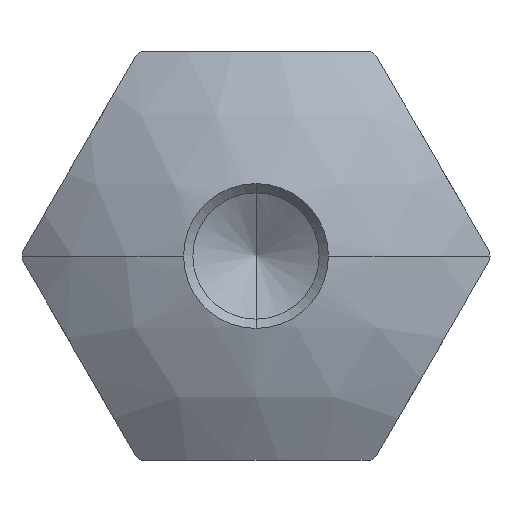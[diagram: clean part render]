
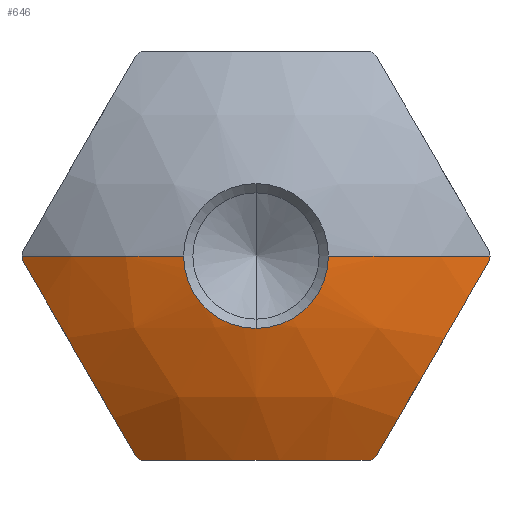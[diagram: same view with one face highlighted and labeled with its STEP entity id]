
A CAD part, front view. The second image highlights one B-rep face of the part: STEP entity #646.
In plain terms, the highlighted spherical face has radius 20 mm.
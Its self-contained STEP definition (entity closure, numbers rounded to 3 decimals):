
#4 = EDGE_CURVE ( 'NONE', #1121, #185, #144, .T. ) ;
#11 = EDGE_CURVE ( 'NONE', #980, #314, #841, .T. ) ;
#29 = CIRCLE ( 'NONE', #985, 12.6 ) ;
#46 = ORIENTED_EDGE ( 'NONE', *, *, #11, .T. ) ;
#49 = DIRECTION ( 'NONE',  ( -0.866, 0., -0.5 ) ) ;
#58 = CARTESIAN_POINT ( 'NONE',  ( -6.454, -11.916, -10.822 ) ) ;
#59 = AXIS2_PLACEMENT_3D ( 'NONE', #554, #49, #647 ) ;
#64 = DIRECTION ( 'NONE',  ( -0.5, 0., -0.866 ) ) ;
#68 = EDGE_CURVE ( 'NONE', #963, #684, #118, .T. ) ;
#73 = VERTEX_POINT ( 'NONE', #58 ) ;
#86 = AXIS2_PLACEMENT_3D ( 'NONE', #1007, #479, #1096 ) ;
#118 = CIRCLE ( 'NONE', #86, 12.6 ) ;
#121 = CARTESIAN_POINT ( 'NONE',  ( 0., 3.616, -11. ) ) ;
#127 = CARTESIAN_POINT ( 'NONE',  ( 0., -16., 0. ) ) ;
#139 = ORIENTED_EDGE ( 'NONE', *, *, #794, .F. ) ;
#144 = CIRCLE ( 'NONE', #892, 20. ) ;
#145 = DIRECTION ( 'NONE',  ( 0., 0., -1. ) ) ;
#147 = CARTESIAN_POINT ( 'NONE',  ( 12.599, -11.916, -0.178 ) ) ;
#154 = CIRCLE ( 'NONE', #177, 20. ) ;
#163 = CARTESIAN_POINT ( 'NONE',  ( 12.6, -11.916, 0. ) ) ;
#177 = AXIS2_PLACEMENT_3D ( 'NONE', #394, #1015, #488 ) ;
#181 = DIRECTION ( 'NONE',  ( -1., 0., 0. ) ) ;
#183 = CIRCLE ( 'NONE', #1078, 3.9 ) ;
#185 = VERTEX_POINT ( 'NONE', #937 ) ;
#206 = DIRECTION ( 'NONE',  ( -1., 0., 0. ) ) ;
#209 = DIRECTION ( 'NONE',  ( 0., 0., -1. ) ) ;
#221 = VERTEX_POINT ( 'NONE', #923 ) ;
#229 = DIRECTION ( 'NONE',  ( 0., -1., 0. ) ) ;
#249 = ORIENTED_EDGE ( 'NONE', *, *, #907, .T. ) ;
#255 = ORIENTED_EDGE ( 'NONE', *, *, #68, .T. ) ;
#283 = ORIENTED_EDGE ( 'NONE', *, *, #673, .F. ) ;
#295 = EDGE_CURVE ( 'NONE', #73, #684, #1082, .T. ) ;
#298 = CARTESIAN_POINT ( 'NONE',  ( 6.454, -11.916, -10.822 ) ) ;
#314 = VERTEX_POINT ( 'NONE', #298 ) ;
#380 = ORIENTED_EDGE ( 'NONE', *, *, #671, .F. ) ;
#394 = CARTESIAN_POINT ( 'NONE',  ( 0., 3.616, 0. ) ) ;
#403 = ORIENTED_EDGE ( 'NONE', *, *, #716, .F. ) ;
#406 = EDGE_CURVE ( 'NONE', #221, #185, #499, .T. ) ;
#420 = CARTESIAN_POINT ( 'NONE',  ( 0., -11.916, 0. ) ) ;
#427 = CARTESIAN_POINT ( 'NONE',  ( 0., -11.916, 0. ) ) ;
#431 = CIRCLE ( 'NONE', #1053, 12.6 ) ;
#441 = CARTESIAN_POINT ( 'NONE',  ( 9.526, 3.616, -5.5 ) ) ;
#479 = DIRECTION ( 'NONE',  ( 0., -1., 0. ) ) ;
#487 = EDGE_CURVE ( 'NONE', #73, #924, #29, .T. ) ;
#488 = DIRECTION ( 'NONE',  ( 1., 0., 0. ) ) ;
#499 = CIRCLE ( 'NONE', #566, 3.9 ) ;
#503 = CIRCLE ( 'NONE', #582, 16.703 ) ;
#512 = DIRECTION ( 'NONE',  ( 0., 0., -1. ) ) ;
#517 = DIRECTION ( 'NONE',  ( 0., 0., -1. ) ) ;
#519 = DIRECTION ( 'NONE',  ( 0., 0., -1. ) ) ;
#554 = CARTESIAN_POINT ( 'NONE',  ( -9.526, 3.616, -5.5 ) ) ;
#566 = AXIS2_PLACEMENT_3D ( 'NONE', #127, #745, #209 ) ;
#571 = DIRECTION ( 'NONE',  ( 0.866, 0., -0.5 ) ) ;
#572 = FACE_OUTER_BOUND ( 'NONE', #730, .T. ) ;
#574 = DIRECTION ( 'NONE',  ( 0., 0., -1. ) ) ;
#582 = AXIS2_PLACEMENT_3D ( 'NONE', #121, #732, #206 ) ;
#619 = CARTESIAN_POINT ( 'NONE',  ( 0., 3.616, 0. ) ) ;
#646 = ADVANCED_FACE ( 'NONE', ( #572 ), #1011, .T. ) ;
#647 = DIRECTION ( 'NONE',  ( -0.5, 0., 0.866 ) ) ;
#666 = CARTESIAN_POINT ( 'NONE',  ( 0., 3.616, 0. ) ) ;
#667 = CARTESIAN_POINT ( 'NONE',  ( -12.599, -11.916, -0.178 ) ) ;
#671 = EDGE_CURVE ( 'NONE', #682, #314, #1085, .T. ) ;
#673 = EDGE_CURVE ( 'NONE', #703, #221, #183, .T. ) ;
#682 = VERTEX_POINT ( 'NONE', #147 ) ;
#684 = VERTEX_POINT ( 'NONE', #667 ) ;
#703 = VERTEX_POINT ( 'NONE', #763 ) ;
#716 = EDGE_CURVE ( 'NONE', #963, #703, #154, .T. ) ;
#730 = EDGE_LOOP ( 'NONE', ( #249, #940, #1093, #283, #403, #255, #867, #946, #139, #46, #380 ) ) ;
#732 = DIRECTION ( 'NONE',  ( 0., 0., -1. ) ) ;
#745 = DIRECTION ( 'NONE',  ( 0., -1., 0. ) ) ;
#759 = DIRECTION ( 'NONE',  ( -1., 0., 0. ) ) ;
#760 = DIRECTION ( 'NONE',  ( 0., -1., 0. ) ) ;
#761 = CARTESIAN_POINT ( 'NONE',  ( 0., -16., 0. ) ) ;
#763 = CARTESIAN_POINT ( 'NONE',  ( -3.9, -16., 0. ) ) ;
#794 = EDGE_CURVE ( 'NONE', #980, #924, #503, .T. ) ;
#836 = AXIS2_PLACEMENT_3D ( 'NONE', #1010, #760, #574 ) ;
#841 = CIRCLE ( 'NONE', #836, 12.6 ) ;
#844 = DIRECTION ( 'NONE',  ( 0., 0., -1. ) ) ;
#867 = ORIENTED_EDGE ( 'NONE', *, *, #295, .F. ) ;
#887 = CARTESIAN_POINT ( 'NONE',  ( -12.6, -11.916, 0. ) ) ;
#892 = AXIS2_PLACEMENT_3D ( 'NONE', #666, #145, #759 ) ;
#907 = EDGE_CURVE ( 'NONE', #682, #1121, #431, .T. ) ;
#923 = CARTESIAN_POINT ( 'NONE',  ( 0., -16., -3.9 ) ) ;
#924 = VERTEX_POINT ( 'NONE', #961 ) ;
#937 = CARTESIAN_POINT ( 'NONE',  ( 3.9, -16., 0. ) ) ;
#940 = ORIENTED_EDGE ( 'NONE', *, *, #4, .T. ) ;
#946 = ORIENTED_EDGE ( 'NONE', *, *, #487, .T. ) ;
#960 = AXIS2_PLACEMENT_3D ( 'NONE', #619, #517, #181 ) ;
#961 = CARTESIAN_POINT ( 'NONE',  ( -6.145, -11.916, -11. ) ) ;
#963 = VERTEX_POINT ( 'NONE', #887 ) ;
#976 = CARTESIAN_POINT ( 'NONE',  ( 6.145, -11.916, -11. ) ) ;
#980 = VERTEX_POINT ( 'NONE', #976 ) ;
#985 = AXIS2_PLACEMENT_3D ( 'NONE', #427, #1047, #519 ) ;
#1007 = CARTESIAN_POINT ( 'NONE',  ( 0., -11.916, 0. ) ) ;
#1010 = CARTESIAN_POINT ( 'NONE',  ( 0., -11.916, 0. ) ) ;
#1011 = SPHERICAL_SURFACE ( 'NONE', #960, 20. ) ;
#1015 = DIRECTION ( 'NONE',  ( 0., 0., 1. ) ) ;
#1016 = AXIS2_PLACEMENT_3D ( 'NONE', #441, #571, #64 ) ;
#1039 = DIRECTION ( 'NONE',  ( 0., -1., 0. ) ) ;
#1047 = DIRECTION ( 'NONE',  ( 0., -1., 0. ) ) ;
#1053 = AXIS2_PLACEMENT_3D ( 'NONE', #420, #1039, #512 ) ;
#1078 = AXIS2_PLACEMENT_3D ( 'NONE', #761, #229, #844 ) ;
#1082 = CIRCLE ( 'NONE', #59, 16.703 ) ;
#1085 = CIRCLE ( 'NONE', #1016, 16.703 ) ;
#1093 = ORIENTED_EDGE ( 'NONE', *, *, #406, .F. ) ;
#1096 = DIRECTION ( 'NONE',  ( 0., 0., -1. ) ) ;
#1121 = VERTEX_POINT ( 'NONE', #163 ) ;
